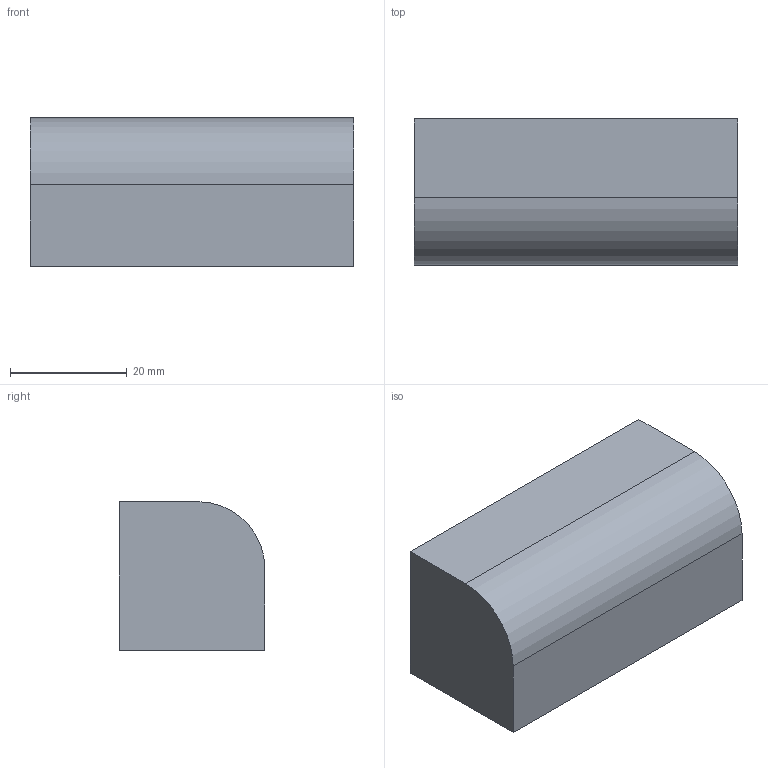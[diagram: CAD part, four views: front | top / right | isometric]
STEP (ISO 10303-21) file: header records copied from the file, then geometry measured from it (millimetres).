
FILE_DESCRIPTION (( 'STEP AP214' ), '1' );
FILE_NAME ('SEN5x_Adapter.STEP', '2025-07-18T03:18:30', ( '' ), ( '' ), 'SwSTEP 2.0', 'SolidWorks 2023', '' );
FILE_SCHEMA (( 'AUTOMOTIVE_DESIGN' ));
Length unit declared in the file: millimetre
Products named in the file (1): SEN5x_Adapter
Bounding box: 55.5 x 25 x 25.5 mm (x, y, z)
Volume: 8153.4 mm3; surface area: 11404.5 mm2
Topology: 1 solids, 1 shells, 77 faces, 207 edges, 138 vertices
Faces by surface type: plane 64, cylinder 13
Entity records: 2418 total; most frequent: CARTESIAN_POINT 423, ORIENTED_EDGE 414, DIRECTION 389, EDGE_CURVE 207, LINE 181, VECTOR 181, VERTEX_POINT 138, AXIS2_PLACEMENT_3D 104
